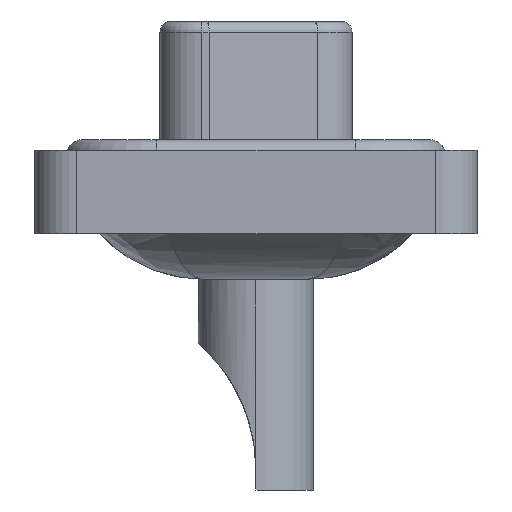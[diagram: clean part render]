
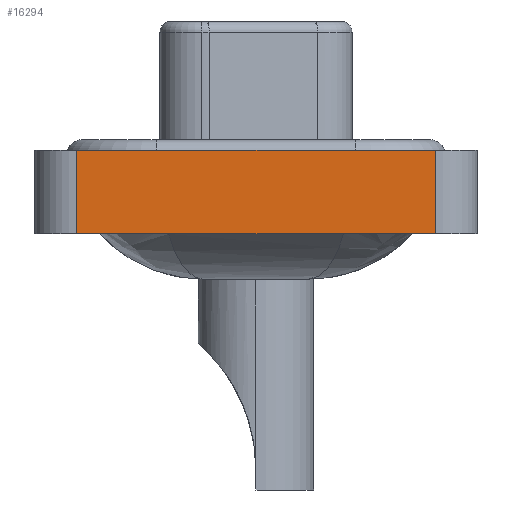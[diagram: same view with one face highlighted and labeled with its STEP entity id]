
A CAD part, left-side view. The second image highlights one B-rep face of the part: STEP entity #16294.
In plain terms, the highlighted planar face has unit normal (-1, 0, 0).
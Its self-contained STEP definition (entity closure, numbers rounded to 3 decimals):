
#65 = CARTESIAN_POINT ( 'NONE',  ( -7.35, -8.55, -3.6 ) ) ;
#1846 = DIRECTION ( 'NONE',  ( 0., 0., 1. ) ) ;
#2469 = CARTESIAN_POINT ( 'NONE',  ( -7.35, -8.55, 0.4 ) ) ;
#2677 = VERTEX_POINT ( 'NONE', #20635 ) ;
#2754 = CARTESIAN_POINT ( 'NONE',  ( -7.35, 8.55, 0.4 ) ) ;
#3633 = LINE ( 'NONE', #22068, #15048 ) ;
#4995 = EDGE_LOOP ( 'NONE', ( #17056, #5782, #7709, #12282 ) ) ;
#5216 = DIRECTION ( 'NONE',  ( -1., 0., 0. ) ) ;
#5732 = DIRECTION ( 'NONE',  ( 0., -1., 0. ) ) ;
#5782 = ORIENTED_EDGE ( 'NONE', *, *, #11169, .F. ) ;
#7709 = ORIENTED_EDGE ( 'NONE', *, *, #13413, .F. ) ;
#8067 = VERTEX_POINT ( 'NONE', #2754 ) ;
#9552 = VECTOR ( 'NONE', #14275, 1000. ) ;
#9973 = CARTESIAN_POINT ( 'NONE',  ( -7.35, -8.55, -3.6 ) ) ;
#10442 = AXIS2_PLACEMENT_3D ( 'NONE', #65, #5216, #1846 ) ;
#10861 = VERTEX_POINT ( 'NONE', #9973 ) ;
#11169 = EDGE_CURVE ( 'NONE', #8067, #11569, #21038, .T. ) ;
#11569 = VERTEX_POINT ( 'NONE', #17745 ) ;
#12282 = ORIENTED_EDGE ( 'NONE', *, *, #20869, .T. ) ;
#12330 = DIRECTION ( 'NONE',  ( 0., -1., 0. ) ) ;
#12826 = VECTOR ( 'NONE', #12330, 1000. ) ;
#13413 = EDGE_CURVE ( 'NONE', #2677, #8067, #14407, .T. ) ;
#13781 = DIRECTION ( 'NONE',  ( 0., 0., 1. ) ) ;
#14275 = DIRECTION ( 'NONE',  ( 0., 0., 1. ) ) ;
#14407 = LINE ( 'NONE', #17536, #9552 ) ;
#15048 = VECTOR ( 'NONE', #13781, 1000. ) ;
#15367 = FACE_OUTER_BOUND ( 'NONE', #4995, .T. ) ;
#16294 = ADVANCED_FACE ( 'NONE', ( #15367 ), #16950, .T. ) ;
#16950 = PLANE ( 'NONE',  #10442 ) ;
#17056 = ORIENTED_EDGE ( 'NONE', *, *, #19302, .T. ) ;
#17536 = CARTESIAN_POINT ( 'NONE',  ( -7.35, 8.55, -3.6 ) ) ;
#17745 = CARTESIAN_POINT ( 'NONE',  ( -7.35, -8.55, 0.4 ) ) ;
#18726 = CARTESIAN_POINT ( 'NONE',  ( -7.35, -8.55, -3.6 ) ) ;
#19302 = EDGE_CURVE ( 'NONE', #10861, #11569, #3633, .T. ) ;
#20622 = LINE ( 'NONE', #18726, #12826 ) ;
#20635 = CARTESIAN_POINT ( 'NONE',  ( -7.35, 8.55, -3.6 ) ) ;
#20869 = EDGE_CURVE ( 'NONE', #2677, #10861, #20622, .T. ) ;
#21038 = LINE ( 'NONE', #2469, #21887 ) ;
#21887 = VECTOR ( 'NONE', #5732, 1000. ) ;
#22068 = CARTESIAN_POINT ( 'NONE',  ( -7.35, -8.55, -3.6 ) ) ;
